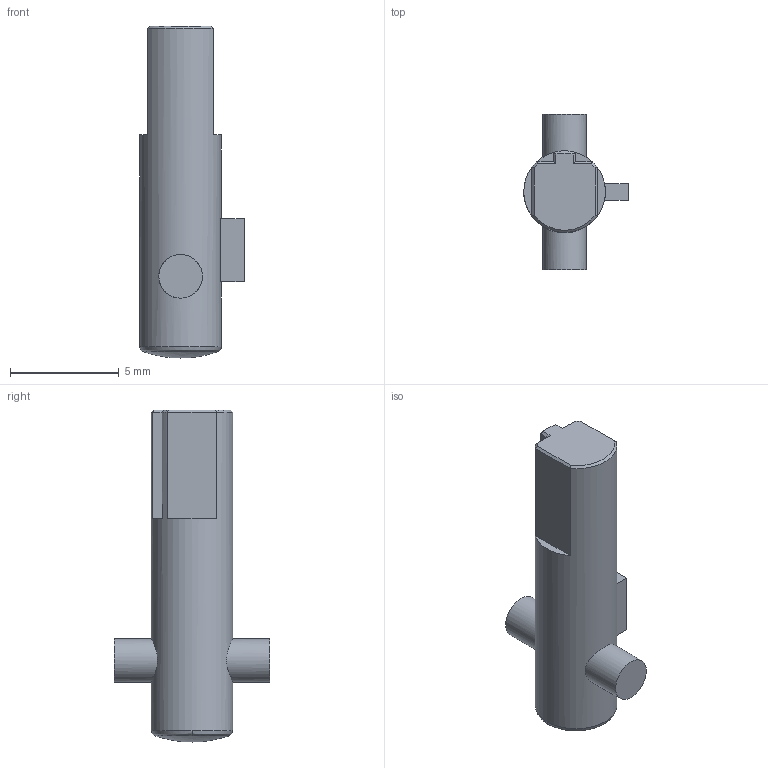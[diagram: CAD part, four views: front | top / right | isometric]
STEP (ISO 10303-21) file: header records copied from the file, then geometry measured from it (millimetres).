
FILE_DESCRIPTION(('FreeCAD Model'),'2;1');
FILE_NAME('Open CASCADE Shape Model','2025-04-13T15:53:19',(''),(''), 'Open CASCADE STEP processor 7.8','FreeCAD','Unknown');
FILE_SCHEMA(('AUTOMOTIVE_DESIGN { 1 0 10303 214 1 1 1 1 }'));
Length unit declared in the file: millimetre
Products named in the file (1): STEM
Bounding box: 4.8 x 7.15 x 15.25 mm (x, y, z)
Volume: 172.1 mm3; surface area: 229 mm2
Topology: 1 solids, 1 shells, 34 faces, 81 edges, 50 vertices
Faces by surface type: plane 24, cone 4, cylinder 3, bspline 2, revolution 1
Full cylindrical faces by diameter (mm): 2 x2, 3.75 x1
Entity records: 1276 total; most frequent: CARTESIAN_POINT 478, DIRECTION 165, ORIENTED_EDGE 160, EDGE_CURVE 80, AXIS2_PLACEMENT_3D 61, VERTEX_POINT 50, LINE 42, VECTOR 42
